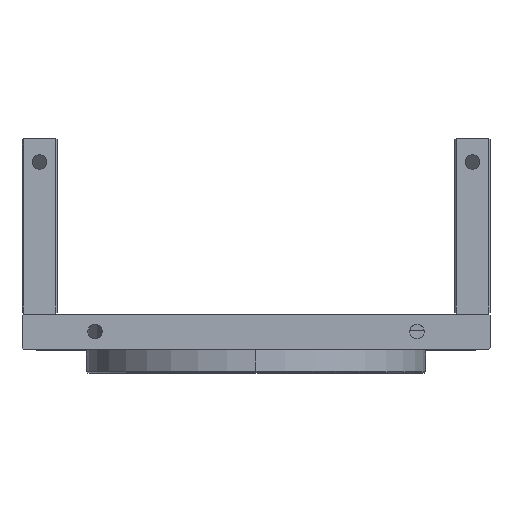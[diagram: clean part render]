
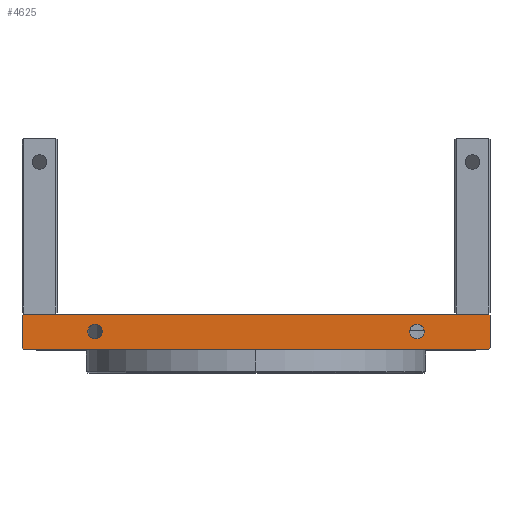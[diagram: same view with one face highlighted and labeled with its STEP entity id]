
A CAD part, top view. The second image highlights one B-rep face of the part: STEP entity #4625.
In plain terms, the highlighted planar face has unit normal (0, 0, 1).
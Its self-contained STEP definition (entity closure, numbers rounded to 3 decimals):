
#177 = EDGE_LOOP ( 'NONE', ( #3463, #3499, #1355, #4217, #960, #2601, #1135, #394 ) ) ;
#394 = ORIENTED_EDGE ( 'NONE', *, *, #3852, .T. ) ;
#458 = DIRECTION ( 'NONE',  ( 0., -1., 0. ) ) ;
#465 = ORIENTED_EDGE ( 'NONE', *, *, #3553, .F. ) ;
#481 = ORIENTED_EDGE ( 'NONE', *, *, #5825, .F. ) ;
#525 = EDGE_CURVE ( 'NONE', #2990, #4235, #4785, .T. ) ;
#704 = VERTEX_POINT ( 'NONE', #2411 ) ;
#735 = LINE ( 'NONE', #2175, #3896 ) ;
#745 = CARTESIAN_POINT ( 'NONE',  ( 80., 12., 130. ) ) ;
#874 = EDGE_LOOP ( 'NONE', ( #3744, #481 ) ) ;
#937 = DIRECTION ( 'NONE',  ( 1., 0., 0. ) ) ;
#960 = ORIENTED_EDGE ( 'NONE', *, *, #3096, .T. ) ;
#963 = EDGE_CURVE ( 'NONE', #4307, #6318, #3324, .T. ) ;
#971 = DIRECTION ( 'NONE',  ( 0., 0., 1. ) ) ;
#1028 = CARTESIAN_POINT ( 'NONE',  ( 79.5, 12., 130. ) ) ;
#1135 = ORIENTED_EDGE ( 'NONE', *, *, #5788, .T. ) ;
#1303 = EDGE_LOOP ( 'NONE', ( #4863, #465 ) ) ;
#1355 = ORIENTED_EDGE ( 'NONE', *, *, #963, .F. ) ;
#1379 = FACE_BOUND ( 'NONE', #1303, .T. ) ;
#1380 = CARTESIAN_POINT ( 'NONE',  ( -80., 0., 130. ) ) ;
#1415 = DIRECTION ( 'NONE',  ( 1., 0., 0. ) ) ;
#1580 = AXIS2_PLACEMENT_3D ( 'NONE', #3411, #971, #2930 ) ;
#1666 = CARTESIAN_POINT ( 'NONE',  ( 52.5, 6., 130. ) ) ;
#1844 = CARTESIAN_POINT ( 'NONE',  ( -79.5, 12., 130. ) ) ;
#2131 = VECTOR ( 'NONE', #6232, 1000. ) ;
#2175 = CARTESIAN_POINT ( 'NONE',  ( 80., 0.5, 130. ) ) ;
#2264 = CIRCLE ( 'NONE', #4416, 2.5 ) ;
#2325 = CARTESIAN_POINT ( 'NONE',  ( 57.5, 6., 130. ) ) ;
#2372 = CARTESIAN_POINT ( 'NONE',  ( -80., 11.5, 130. ) ) ;
#2411 = CARTESIAN_POINT ( 'NONE',  ( 80., 11.5, 130. ) ) ;
#2417 = LINE ( 'NONE', #1380, #4672 ) ;
#2447 = LINE ( 'NONE', #5339, #5009 ) ;
#2525 = CIRCLE ( 'NONE', #2848, 2.5 ) ;
#2601 = ORIENTED_EDGE ( 'NONE', *, *, #525, .T. ) ;
#2802 = VERTEX_POINT ( 'NONE', #4533 ) ;
#2848 = AXIS2_PLACEMENT_3D ( 'NONE', #5694, #3290, #3668 ) ;
#2929 = DIRECTION ( 'NONE',  ( 0., 0., -1. ) ) ;
#2930 = DIRECTION ( 'NONE',  ( 1., 0., 0. ) ) ;
#2941 = DIRECTION ( 'NONE',  ( 0., 0., 1. ) ) ;
#2990 = VERTEX_POINT ( 'NONE', #6173 ) ;
#3052 = AXIS2_PLACEMENT_3D ( 'NONE', #3344, #2929, #3857 ) ;
#3096 = EDGE_CURVE ( 'NONE', #5056, #2990, #2447, .T. ) ;
#3275 = VERTEX_POINT ( 'NONE', #4011 ) ;
#3289 = FACE_BOUND ( 'NONE', #874, .T. ) ;
#3290 = DIRECTION ( 'NONE',  ( 0., 0., 1. ) ) ;
#3324 = LINE ( 'NONE', #5375, #6012 ) ;
#3344 = CARTESIAN_POINT ( 'NONE',  ( -80., 12., 130. ) ) ;
#3394 = CARTESIAN_POINT ( 'NONE',  ( -55., 6., 130. ) ) ;
#3411 = CARTESIAN_POINT ( 'NONE',  ( -55., 6., 130. ) ) ;
#3463 = ORIENTED_EDGE ( 'NONE', *, *, #5985, .F. ) ;
#3474 = AXIS2_PLACEMENT_3D ( 'NONE', #3394, #2941, #5923 ) ;
#3499 = ORIENTED_EDGE ( 'NONE', *, *, #4744, .T. ) ;
#3537 = VECTOR ( 'NONE', #5725, 1000. ) ;
#3553 = EDGE_CURVE ( 'NONE', #4415, #5274, #2264, .T. ) ;
#3668 = DIRECTION ( 'NONE',  ( 1., 0., 0. ) ) ;
#3723 = DIRECTION ( 'NONE',  ( 0., -1., 0. ) ) ;
#3744 = ORIENTED_EDGE ( 'NONE', *, *, #4994, .F. ) ;
#3852 = EDGE_CURVE ( 'NONE', #5711, #2802, #735, .T. ) ;
#3857 = DIRECTION ( 'NONE',  ( -1., 0., 0. ) ) ;
#3896 = VECTOR ( 'NONE', #6087, 1000. ) ;
#4005 = VERTEX_POINT ( 'NONE', #5922 ) ;
#4011 = CARTESIAN_POINT ( 'NONE',  ( -52.5, 6., 130. ) ) ;
#4217 = ORIENTED_EDGE ( 'NONE', *, *, #5656, .T. ) ;
#4235 = VERTEX_POINT ( 'NONE', #5496 ) ;
#4307 = VERTEX_POINT ( 'NONE', #1844 ) ;
#4374 = VECTOR ( 'NONE', #3723, 1000. ) ;
#4415 = VERTEX_POINT ( 'NONE', #1666 ) ;
#4416 = AXIS2_PLACEMENT_3D ( 'NONE', #5805, #5329, #937 ) ;
#4527 = DIRECTION ( 'NONE',  ( -0.707, 0.707, 0. ) ) ;
#4533 = CARTESIAN_POINT ( 'NONE',  ( 80., 0.5, 130. ) ) ;
#4604 = VECTOR ( 'NONE', #4527, 1000. ) ;
#4625 = ADVANCED_FACE ( 'NONE', ( #3289, #1379, #5242 ), #6324, .F. ) ;
#4672 = VECTOR ( 'NONE', #1415, 1000. ) ;
#4744 = EDGE_CURVE ( 'NONE', #704, #6318, #5941, .T. ) ;
#4785 = LINE ( 'NONE', #5688, #2131 ) ;
#4863 = ORIENTED_EDGE ( 'NONE', *, *, #5613, .F. ) ;
#4994 = EDGE_CURVE ( 'NONE', #3275, #4005, #6250, .T. ) ;
#5009 = VECTOR ( 'NONE', #458, 1000. ) ;
#5056 = VERTEX_POINT ( 'NONE', #2372 ) ;
#5138 = LINE ( 'NONE', #745, #4374 ) ;
#5146 = CARTESIAN_POINT ( 'NONE',  ( -79.5, 12., 130. ) ) ;
#5204 = LINE ( 'NONE', #5146, #3537 ) ;
#5242 = FACE_OUTER_BOUND ( 'NONE', #177, .T. ) ;
#5274 = VERTEX_POINT ( 'NONE', #2325 ) ;
#5329 = DIRECTION ( 'NONE',  ( 0., 0., 1. ) ) ;
#5339 = CARTESIAN_POINT ( 'NONE',  ( -80., 12., 130. ) ) ;
#5348 = DIRECTION ( 'NONE',  ( 1., 0., 0. ) ) ;
#5375 = CARTESIAN_POINT ( 'NONE',  ( -80., 12., 130. ) ) ;
#5496 = CARTESIAN_POINT ( 'NONE',  ( -79.5, 0., 130. ) ) ;
#5518 = CARTESIAN_POINT ( 'NONE',  ( 79.5, 12., 130. ) ) ;
#5613 = EDGE_CURVE ( 'NONE', #5274, #4415, #2525, .T. ) ;
#5656 = EDGE_CURVE ( 'NONE', #4307, #5056, #5204, .T. ) ;
#5688 = CARTESIAN_POINT ( 'NONE',  ( -80., 0.5, 130. ) ) ;
#5694 = CARTESIAN_POINT ( 'NONE',  ( 55., 6., 130. ) ) ;
#5711 = VERTEX_POINT ( 'NONE', #5856 ) ;
#5725 = DIRECTION ( 'NONE',  ( -0.707, -0.707, 0. ) ) ;
#5788 = EDGE_CURVE ( 'NONE', #4235, #5711, #2417, .T. ) ;
#5805 = CARTESIAN_POINT ( 'NONE',  ( 55., 6., 130. ) ) ;
#5825 = EDGE_CURVE ( 'NONE', #4005, #3275, #5995, .T. ) ;
#5856 = CARTESIAN_POINT ( 'NONE',  ( 79.5, 0., 130. ) ) ;
#5922 = CARTESIAN_POINT ( 'NONE',  ( -57.5, 6., 130. ) ) ;
#5923 = DIRECTION ( 'NONE',  ( 1., 0., 0. ) ) ;
#5941 = LINE ( 'NONE', #5518, #4604 ) ;
#5985 = EDGE_CURVE ( 'NONE', #704, #2802, #5138, .T. ) ;
#5995 = CIRCLE ( 'NONE', #1580, 2.5 ) ;
#6012 = VECTOR ( 'NONE', #5348, 1000. ) ;
#6087 = DIRECTION ( 'NONE',  ( 0.707, 0.707, 0. ) ) ;
#6173 = CARTESIAN_POINT ( 'NONE',  ( -80., 0.5, 130. ) ) ;
#6232 = DIRECTION ( 'NONE',  ( 0.707, -0.707, 0. ) ) ;
#6250 = CIRCLE ( 'NONE', #3474, 2.5 ) ;
#6318 = VERTEX_POINT ( 'NONE', #1028 ) ;
#6324 = PLANE ( 'NONE',  #3052 ) ;
